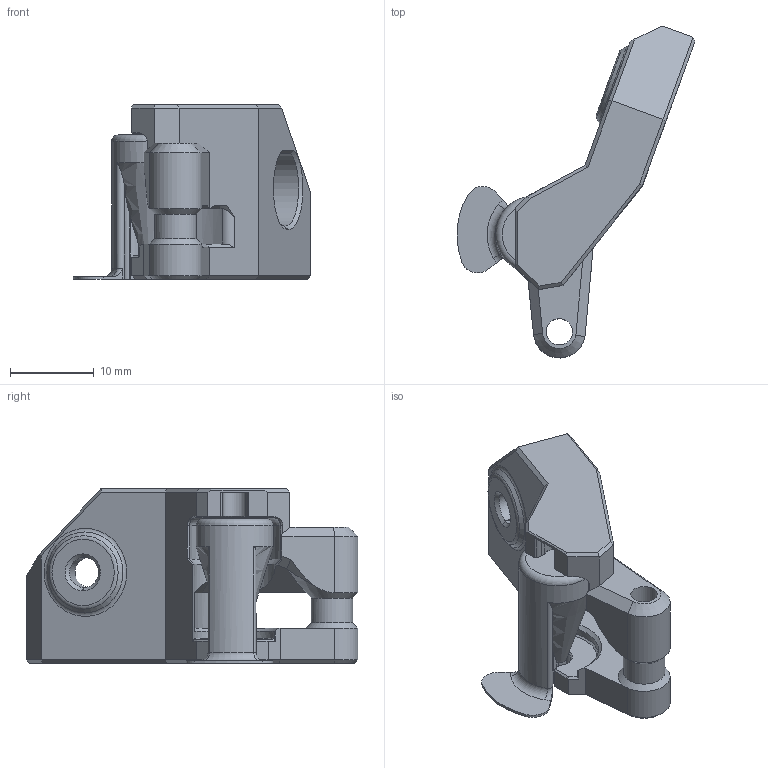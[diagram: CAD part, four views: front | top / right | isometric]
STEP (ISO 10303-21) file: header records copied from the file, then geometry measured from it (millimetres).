
FILE_DESCRIPTION(/* description */ ('STEP AP242','CAx-IF Rec.Pracs.---Representation and Presentation of Product Manufacturing Information (PMI)---4.0---2014-10-13','CAx-IF Rec.Pracs.---3D Tessellated Geometry---0.4---2014-09-14','2;1'),/* implementation_level */ '2;1');
FILE_NAME(/* name */ 'A4T - WWBMG - Tension_Arm - BMG_Idler',/* time_stamp */ '2025-06-25T01:51:36Z',/* author */ (''),/* organization */ (''),/* preprocessor_version */ 'ST-DEVELOPER v20',/* originating_system */ 'ONSHAPE BY PTC INC, 1.199',/* authorisation */ ' ');
FILE_SCHEMA (('AP242_MANAGED_MODEL_BASED_3D_ENGINEERING_MIM_LF { 1 0 10303 442 1 1 4 }'));
Length unit declared in the file: metre
Products named in the file (2): A4T - WWBMG - Tension_Arm - BMG_Idler Support; A4T - WWBMG - Tension_Arm - BMG_Idler
Bounding box: 28.36 x 39.55 x 20.8 mm (x, y, z)
Volume: 4995.8 mm3; surface area: 3510.7 mm2
Topology: 2 solids, 2 shells, 200 faces, 505 edges, 309 vertices
Faces by surface type: plane 121, cylinder 33, cone 26, bspline 13, torus 7
Full cylindrical faces by diameter (mm): 3.15 x1, 4.95 x1, 9.189 x1
Entity records: 6488 total; most frequent: CARTESIAN_POINT 1877, ORIENTED_EDGE 978, DIRECTION 884, EDGE_CURVE 489, VERTEX_POINT 303, AXIS2_PLACEMENT_3D 295, LINE 294, VECTOR 294
